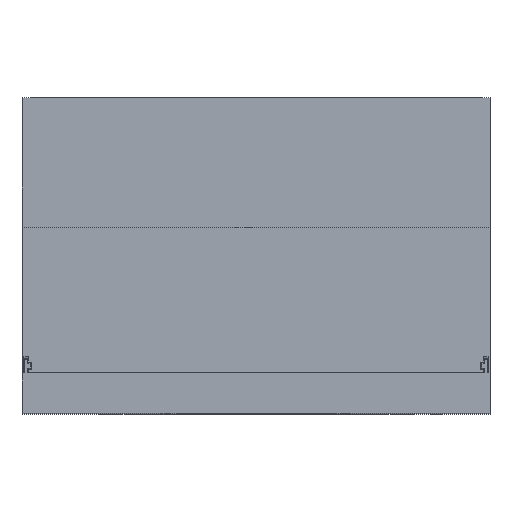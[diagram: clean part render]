
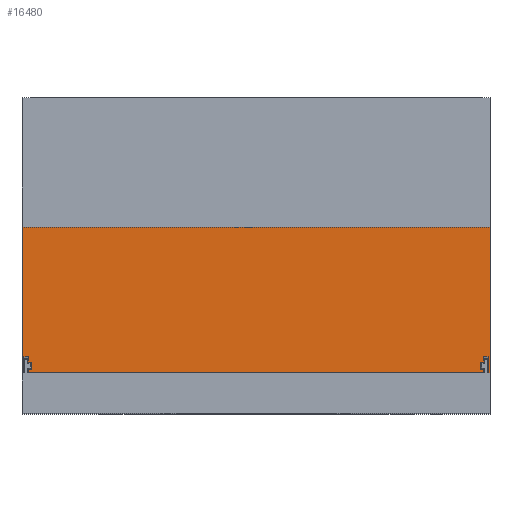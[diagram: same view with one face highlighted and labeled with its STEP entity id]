
A CAD part, top view. The second image highlights one B-rep face of the part: STEP entity #16480.
In plain terms, the highlighted planar face has unit normal (0, 0, 1).
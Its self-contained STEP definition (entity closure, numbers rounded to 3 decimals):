
#451=FACE_OUTER_BOUND('',#1262,.T.);
#1262=EDGE_LOOP('',(#10929,#10930,#10931,#10932,#10933,#10934,#10935,#10936,
#10937,#10938,#10939,#10940,#10941,#10942,#10943,#10944,#10945,#10946,#10947,
#10948));
#2327=LINE('',#22384,#4614);
#2333=LINE('',#22396,#4620);
#2343=LINE('',#22416,#4630);
#2344=LINE('',#22419,#4631);
#2346=LINE('',#22423,#4633);
#2347=LINE('',#22425,#4634);
#2348=LINE('',#22427,#4635);
#2349=LINE('',#22428,#4636);
#2350=LINE('',#22430,#4637);
#2351=LINE('',#22432,#4638);
#2352=LINE('',#22434,#4639);
#2353=LINE('',#22436,#4640);
#2354=LINE('',#22437,#4641);
#2355=LINE('',#22439,#4642);
#2356=LINE('',#22441,#4643);
#2357=LINE('',#22443,#4644);
#2358=LINE('',#22445,#4645);
#2359=LINE('',#22447,#4646);
#2360=LINE('',#22449,#4647);
#2361=LINE('',#22450,#4648);
#4614=VECTOR('',#18236,10.);
#4620=VECTOR('',#18244,10.);
#4630=VECTOR('',#18258,10.);
#4631=VECTOR('',#18261,10.);
#4633=VECTOR('',#18265,10.);
#4634=VECTOR('',#18266,10.);
#4635=VECTOR('',#18267,10.);
#4636=VECTOR('',#18268,10.);
#4637=VECTOR('',#18269,10.);
#4638=VECTOR('',#18270,10.);
#4639=VECTOR('',#18271,10.);
#4640=VECTOR('',#18272,10.);
#4641=VECTOR('',#18273,10.);
#4642=VECTOR('',#18274,10.);
#4643=VECTOR('',#18275,10.);
#4644=VECTOR('',#18276,10.);
#4645=VECTOR('',#18277,10.);
#4646=VECTOR('',#18278,10.);
#4647=VECTOR('',#18279,10.);
#4648=VECTOR('',#18280,10.);
#6900=VERTEX_POINT('',#22380);
#6902=VERTEX_POINT('',#22383);
#6905=VERTEX_POINT('',#22390);
#6907=VERTEX_POINT('',#22394);
#6914=VERTEX_POINT('',#22412);
#6915=VERTEX_POINT('',#22414);
#6916=VERTEX_POINT('',#22418);
#6917=VERTEX_POINT('',#22422);
#6918=VERTEX_POINT('',#22424);
#6919=VERTEX_POINT('',#22426);
#6920=VERTEX_POINT('',#22429);
#6921=VERTEX_POINT('',#22431);
#6922=VERTEX_POINT('',#22433);
#6923=VERTEX_POINT('',#22435);
#6924=VERTEX_POINT('',#22438);
#6925=VERTEX_POINT('',#22440);
#6926=VERTEX_POINT('',#22442);
#6927=VERTEX_POINT('',#22444);
#6928=VERTEX_POINT('',#22446);
#6929=VERTEX_POINT('',#22448);
#8501=EDGE_CURVE('',#6900,#6902,#2327,.T.);
#8507=EDGE_CURVE('',#6907,#6905,#2333,.T.);
#8517=EDGE_CURVE('',#6914,#6915,#2343,.T.);
#8518=EDGE_CURVE('',#6916,#6914,#2344,.T.);
#8520=EDGE_CURVE('',#6915,#6917,#2346,.T.);
#8521=EDGE_CURVE('',#6917,#6918,#2347,.T.);
#8522=EDGE_CURVE('',#6918,#6919,#2348,.T.);
#8523=EDGE_CURVE('',#6919,#6905,#2349,.T.);
#8524=EDGE_CURVE('',#6920,#6907,#2350,.T.);
#8525=EDGE_CURVE('',#6921,#6920,#2351,.T.);
#8526=EDGE_CURVE('',#6922,#6921,#2352,.T.);
#8527=EDGE_CURVE('',#6922,#6923,#2353,.T.);
#8528=EDGE_CURVE('',#6902,#6923,#2354,.T.);
#8529=EDGE_CURVE('',#6900,#6924,#2355,.T.);
#8530=EDGE_CURVE('',#6924,#6925,#2356,.T.);
#8531=EDGE_CURVE('',#6925,#6926,#2357,.T.);
#8532=EDGE_CURVE('',#6926,#6927,#2358,.T.);
#8533=EDGE_CURVE('',#6927,#6928,#2359,.T.);
#8534=EDGE_CURVE('',#6928,#6929,#2360,.T.);
#8535=EDGE_CURVE('',#6916,#6929,#2361,.T.);
#10929=ORIENTED_EDGE('',*,*,#8517,.T.);
#10930=ORIENTED_EDGE('',*,*,#8520,.T.);
#10931=ORIENTED_EDGE('',*,*,#8521,.T.);
#10932=ORIENTED_EDGE('',*,*,#8522,.T.);
#10933=ORIENTED_EDGE('',*,*,#8523,.T.);
#10934=ORIENTED_EDGE('',*,*,#8507,.F.);
#10935=ORIENTED_EDGE('',*,*,#8524,.F.);
#10936=ORIENTED_EDGE('',*,*,#8525,.F.);
#10937=ORIENTED_EDGE('',*,*,#8526,.F.);
#10938=ORIENTED_EDGE('',*,*,#8527,.T.);
#10939=ORIENTED_EDGE('',*,*,#8528,.F.);
#10940=ORIENTED_EDGE('',*,*,#8501,.F.);
#10941=ORIENTED_EDGE('',*,*,#8529,.T.);
#10942=ORIENTED_EDGE('',*,*,#8530,.T.);
#10943=ORIENTED_EDGE('',*,*,#8531,.T.);
#10944=ORIENTED_EDGE('',*,*,#8532,.T.);
#10945=ORIENTED_EDGE('',*,*,#8533,.T.);
#10946=ORIENTED_EDGE('',*,*,#8534,.T.);
#10947=ORIENTED_EDGE('',*,*,#8535,.F.);
#10948=ORIENTED_EDGE('',*,*,#8518,.T.);
#15720=PLANE('',#17307);
#16480=ADVANCED_FACE('',(#451),#15720,.T.);
#17307=AXIS2_PLACEMENT_3D('',#22421,#18263,#18264);
#18236=DIRECTION('',(0.,-1.,0.));
#18244=DIRECTION('',(0.,1.,0.));
#18258=DIRECTION('',(-1.,0.,0.));
#18261=DIRECTION('',(0.,1.,0.));
#18263=DIRECTION('center_axis',(0.,0.,1.));
#18264=DIRECTION('ref_axis',(-1.,0.,0.));
#18265=DIRECTION('',(0.,1.,0.));
#18266=DIRECTION('',(1.,0.,0.));
#18267=DIRECTION('',(0.,1.,0.));
#18268=DIRECTION('',(1.,0.,0.));
#18269=DIRECTION('',(-1.,0.,0.));
#18270=DIRECTION('',(0.,-1.,0.));
#18271=DIRECTION('',(1.,0.,0.));
#18272=DIRECTION('',(0.,-1.,0.));
#18273=DIRECTION('',(-1.,0.,0.));
#18274=DIRECTION('',(1.,0.,0.));
#18275=DIRECTION('',(0.,-1.,0.));
#18276=DIRECTION('',(1.,0.,0.));
#18277=DIRECTION('',(0.,-1.,0.));
#18278=DIRECTION('',(-1.,0.,0.));
#18279=DIRECTION('',(0.,-1.,0.));
#18280=DIRECTION('',(-1.,0.,0.));
#22380=CARTESIAN_POINT('',(-71.65,-40.,72.25));
#22383=CARTESIAN_POINT('',(-71.65,-45.,72.25));
#22384=CARTESIAN_POINT('',(-71.65,-20.,72.25));
#22390=CARTESIAN_POINT('',(71.65,-40.,72.25));
#22394=CARTESIAN_POINT('',(71.65,-45.,72.25));
#22396=CARTESIAN_POINT('',(71.65,-20.,72.25));
#22412=CARTESIAN_POINT('',(70.25,-43.85,72.25));
#22414=CARTESIAN_POINT('',(69.3,-43.85,72.25));
#22416=CARTESIAN_POINT('',(71.375,-43.85,72.25));
#22418=CARTESIAN_POINT('',(70.25,-45.,72.25));
#22419=CARTESIAN_POINT('',(70.25,-20.,72.25));
#22421=CARTESIAN_POINT('Origin',(72.25,0.,72.25));
#22422=CARTESIAN_POINT('',(69.3,-41.65,72.25));
#22423=CARTESIAN_POINT('',(69.3,-21.875,72.25));
#22424=CARTESIAN_POINT('',(70.25,-41.65,72.25));
#22425=CARTESIAN_POINT('',(71.375,-41.65,72.25));
#22426=CARTESIAN_POINT('',(70.25,-40.,72.25));
#22427=CARTESIAN_POINT('',(70.25,-20.,72.25));
#22428=CARTESIAN_POINT('',(71.625,-40.,72.25));
#22429=CARTESIAN_POINT('',(72.25,-45.,72.25));
#22430=CARTESIAN_POINT('',(71.75,-45.,72.25));
#22431=CARTESIAN_POINT('',(72.25,0.,72.25));
#22432=CARTESIAN_POINT('',(72.25,0.,72.25));
#22433=CARTESIAN_POINT('',(-72.25,0.,72.25));
#22434=CARTESIAN_POINT('',(-72.25,0.,72.25));
#22435=CARTESIAN_POINT('',(-72.25,-45.,72.25));
#22436=CARTESIAN_POINT('',(-72.25,0.,72.25));
#22437=CARTESIAN_POINT('',(36.125,-45.,72.25));
#22438=CARTESIAN_POINT('',(-70.25,-40.,72.25));
#22439=CARTESIAN_POINT('',(0.625,-40.,72.25));
#22440=CARTESIAN_POINT('',(-70.25,-41.65,72.25));
#22441=CARTESIAN_POINT('',(-70.25,-20.,72.25));
#22442=CARTESIAN_POINT('',(-69.3,-41.65,72.25));
#22443=CARTESIAN_POINT('',(0.875,-41.65,72.25));
#22444=CARTESIAN_POINT('',(-69.3,-43.85,72.25));
#22445=CARTESIAN_POINT('',(-69.3,-20.875,72.25));
#22446=CARTESIAN_POINT('',(-70.25,-43.85,72.25));
#22447=CARTESIAN_POINT('',(0.875,-43.85,72.25));
#22448=CARTESIAN_POINT('',(-70.25,-45.,72.25));
#22449=CARTESIAN_POINT('',(-70.25,-20.,72.25));
#22450=CARTESIAN_POINT('',(36.125,-45.,72.25));
